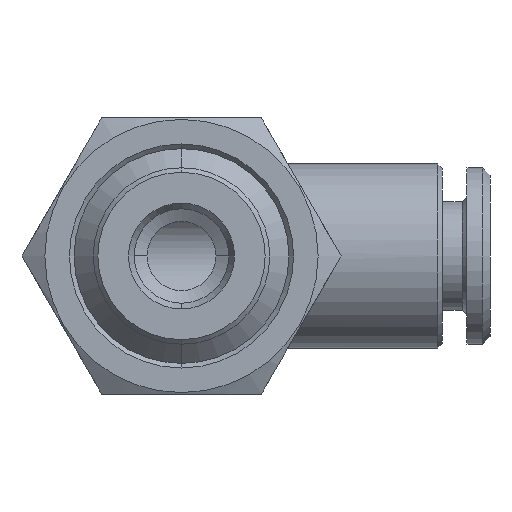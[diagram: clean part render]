
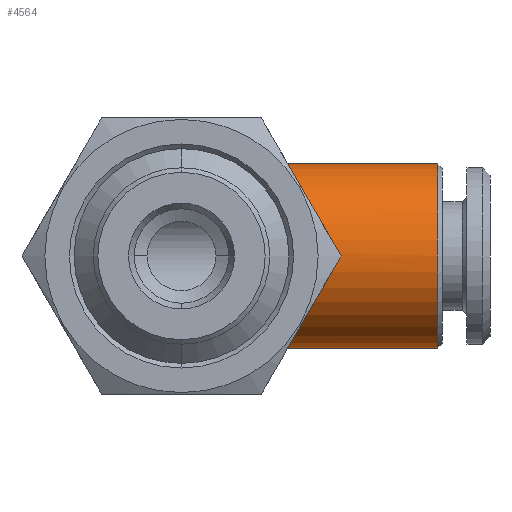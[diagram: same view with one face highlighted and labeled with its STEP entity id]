
A CAD part, front view. The second image highlights one B-rep face of the part: STEP entity #4564.
In plain terms, the highlighted cylindrical face has radius 6 mm (diameter 12 mm), a partial arc.
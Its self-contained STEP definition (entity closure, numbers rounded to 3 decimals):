
#962 = CARTESIAN_POINT ( 'NONE',  ( 16.7, 0., -6. ) ) ;
#972 = DIRECTION ( 'NONE',  ( -1., 0., 0. ) ) ;
#973 = VECTOR ( 'NONE', #972, 1000. ) ;
#974 = CARTESIAN_POINT ( 'NONE',  ( -3.45, 0., -6. ) ) ;
#975 = LINE ( 'NONE', #974, #973 ) ;
#1019 = CARTESIAN_POINT ( 'NONE',  ( 16.7, 0., 6. ) ) ;
#1031 = DIRECTION ( 'NONE',  ( 0., 0., 1. ) ) ;
#1032 = DIRECTION ( 'NONE',  ( -1., 0., 0. ) ) ;
#1033 = CARTESIAN_POINT ( 'NONE',  ( 5.9, 0., 0. ) ) ;
#1034 = AXIS2_PLACEMENT_3D ( 'NONE', #1033, #1032, #1031 ) ;
#1035 = CIRCLE ( 'NONE', #1034, 6. ) ;
#1049 = CARTESIAN_POINT ( 'NONE',  ( 5.9, 0., 6. ) ) ;
#1063 = CARTESIAN_POINT ( 'NONE',  ( 5.9, 0., -6. ) ) ;
#1138 = LINE ( 'NONE', #1142, #1141 ) ;
#1140 = DIRECTION ( 'NONE',  ( -1., 0., 0. ) ) ;
#1141 = VECTOR ( 'NONE', #1140, 1000. ) ;
#1142 = CARTESIAN_POINT ( 'NONE',  ( -3.45, 0., 6. ) ) ;
#1361 = CARTESIAN_POINT ( 'NONE',  ( 5.9, -5.9, 1.091 ) ) ;
#1674 = CARTESIAN_POINT ( 'NONE',  ( 5.9, -5.9, -1.091 ) ) ;
#1677 =( BOUNDED_CURVE ( )  B_SPLINE_CURVE ( 3, ( #1694, #1683, #1684, #1726 ),
 .UNSPECIFIED., .F., .T. ) 
 B_SPLINE_CURVE_WITH_KNOTS ( ( 4, 4 ),
 ( 6.1, 6.466 ),
 .UNSPECIFIED. ) 
 CURVE ( )  GEOMETRIC_REPRESENTATION_ITEM ( )  RATIONAL_B_SPLINE_CURVE ( ( 1., 0.989, 0.989, 1. ) ) 
 REPRESENTATION_ITEM ( '' )  );
#1683 = CARTESIAN_POINT ( 'NONE',  ( 6.034, -6.034, 0.368 ) ) ;
#1684 = CARTESIAN_POINT ( 'NONE',  ( 6.034, -6.034, -0.368 ) ) ;
#1694 = CARTESIAN_POINT ( 'NONE',  ( 5.9, -5.9, 1.091 ) ) ;
#1726 = CARTESIAN_POINT ( 'NONE',  ( 5.9, -5.9, -1.091 ) ) ;
#3010 = CARTESIAN_POINT ( 'NONE',  ( 5.9, 0., 0. ) ) ;
#3023 = DIRECTION ( 'NONE',  ( 0., 0., 1. ) ) ;
#3024 = DIRECTION ( 'NONE',  ( -1., 0., 0. ) ) ;
#3025 = CARTESIAN_POINT ( 'NONE',  ( 16.7, 0., 0. ) ) ;
#3026 = AXIS2_PLACEMENT_3D ( 'NONE', #3025, #3024, #3023 ) ;
#3027 = CIRCLE ( 'NONE', #3026, 6. ) ;
#3033 = DIRECTION ( 'NONE',  ( 0., 0., 1. ) ) ;
#3034 = DIRECTION ( 'NONE',  ( -1., 0., 0. ) ) ;
#3035 = AXIS2_PLACEMENT_3D ( 'NONE', #3010, #3034, #3033 ) ;
#3036 = CIRCLE ( 'NONE', #3035, 6. ) ;
#3128 = CARTESIAN_POINT ( 'NONE',  ( -3.45, 0., 0. ) ) ;
#3183 = FACE_OUTER_BOUND ( 'NONE', #4547, .T. ) ;
#3189 = AXIS2_PLACEMENT_3D ( 'NONE', #3128, #3222, #3205 ) ;
#3192 = CYLINDRICAL_SURFACE ( 'NONE', #3189, 6. ) ;
#3205 = DIRECTION ( 'NONE',  ( 0., 0., 1. ) ) ;
#3222 = DIRECTION ( 'NONE',  ( -1., 0., 0. ) ) ;
#3352 = ORIENTED_EDGE ( 'NONE', *, *, #3554, .F. ) ;
#3357 = ORIENTED_EDGE ( 'NONE', *, *, #4484, .F. ) ;
#3422 = ORIENTED_EDGE ( 'NONE', *, *, #3867, .T. ) ;
#3507 = VERTEX_POINT ( 'NONE', #962 ) ;
#3514 = EDGE_CURVE ( 'NONE', #3507, #3516, #975, .T. ) ;
#3516 = VERTEX_POINT ( 'NONE', #1063 ) ;
#3518 = VERTEX_POINT ( 'NONE', #1019 ) ;
#3527 = VERTEX_POINT ( 'NONE', #1049 ) ;
#3554 = EDGE_CURVE ( 'NONE', #3516, #3854, #1035, .T. ) ;
#3598 = EDGE_CURVE ( 'NONE', #3518, #3527, #1138, .T. ) ;
#3711 = VERTEX_POINT ( 'NONE', #1361 ) ;
#3854 = VERTEX_POINT ( 'NONE', #1674 ) ;
#3867 = EDGE_CURVE ( 'NONE', #3711, #3854, #1677, .T. ) ;
#4484 = EDGE_CURVE ( 'NONE', #3711, #3527, #3036, .T. ) ;
#4487 = EDGE_CURVE ( 'NONE', #3507, #3518, #3027, .T. ) ;
#4525 = ORIENTED_EDGE ( 'NONE', *, *, #3514, .F. ) ;
#4547 = EDGE_LOOP ( 'NONE', ( #4525, #4572, #4561, #3357, #3422, #3352 ) ) ;
#4561 = ORIENTED_EDGE ( 'NONE', *, *, #3598, .T. ) ;
#4564 = ADVANCED_FACE ( 'NONE', ( #3183 ), #3192, .T. ) ;
#4572 = ORIENTED_EDGE ( 'NONE', *, *, #4487, .T. ) ;
